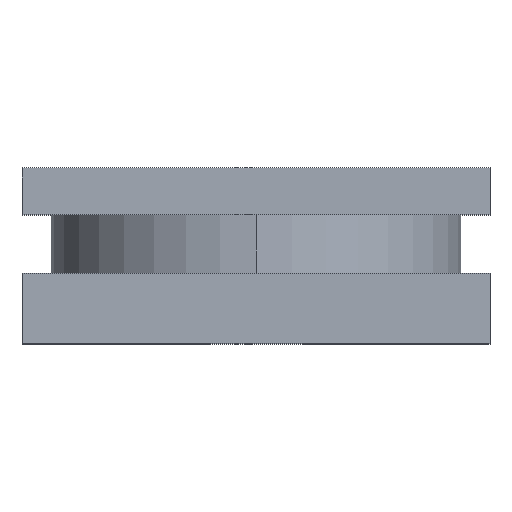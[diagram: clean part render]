
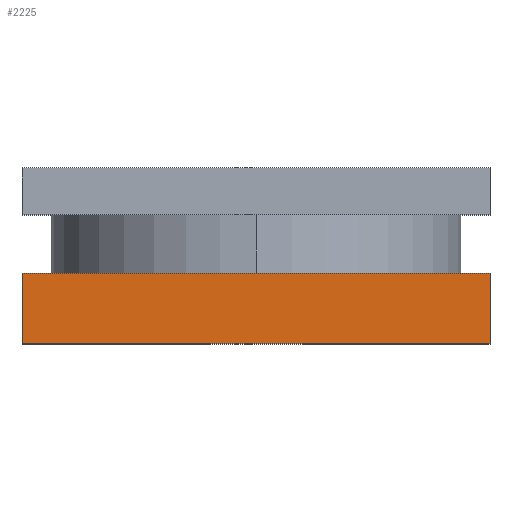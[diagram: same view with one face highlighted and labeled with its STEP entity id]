
A CAD part, top view. The second image highlights one B-rep face of the part: STEP entity #2225.
In plain terms, the highlighted planar face has unit normal (0, 0, 1).
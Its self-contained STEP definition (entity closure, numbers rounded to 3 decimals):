
#64 = PLANE ( 'NONE',  #2074 ) ;
#219 = DIRECTION ( 'NONE',  ( -1., 0., 0. ) ) ;
#292 = DIRECTION ( 'NONE',  ( 1., 0., 0. ) ) ;
#515 = VERTEX_POINT ( 'NONE', #1248 ) ;
#520 = CARTESIAN_POINT ( 'NONE',  ( 2., 0.6, 2. ) ) ;
#526 = LINE ( 'NONE', #2733, #2599 ) ;
#628 = DIRECTION ( 'NONE',  ( 0., -1., 0. ) ) ;
#682 = LINE ( 'NONE', #1242, #2146 ) ;
#843 = EDGE_CURVE ( 'NONE', #1487, #1070, #526, .T. ) ;
#1059 = EDGE_CURVE ( 'NONE', #2406, #515, #682, .T. ) ;
#1070 = VERTEX_POINT ( 'NONE', #2351 ) ;
#1242 = CARTESIAN_POINT ( 'NONE',  ( 2., 0.6, 2. ) ) ;
#1248 = CARTESIAN_POINT ( 'NONE',  ( -2., 0.6, 2. ) ) ;
#1417 = DIRECTION ( 'NONE',  ( 0., 0., -1. ) ) ;
#1487 = VERTEX_POINT ( 'NONE', #1890 ) ;
#1571 = ORIENTED_EDGE ( 'NONE', *, *, #1059, .T. ) ;
#1706 = ORIENTED_EDGE ( 'NONE', *, *, #843, .F. ) ;
#1741 = EDGE_LOOP ( 'NONE', ( #1706, #2489, #1571, #2257 ) ) ;
#1765 = CARTESIAN_POINT ( 'NONE',  ( -2., 0.6, 2. ) ) ;
#1841 = VECTOR ( 'NONE', #2439, 1000. ) ;
#1890 = CARTESIAN_POINT ( 'NONE',  ( 2., 0., 2. ) ) ;
#2033 = LINE ( 'NONE', #1765, #2102 ) ;
#2074 = AXIS2_PLACEMENT_3D ( 'NONE', #520, #1417, #292 ) ;
#2102 = VECTOR ( 'NONE', #628, 1000. ) ;
#2146 = VECTOR ( 'NONE', #2426, 1000. ) ;
#2225 = ADVANCED_FACE ( 'NONE', ( #2390 ), #64, .F. ) ;
#2257 = ORIENTED_EDGE ( 'NONE', *, *, #2528, .T. ) ;
#2261 = LINE ( 'NONE', #2473, #1841 ) ;
#2351 = CARTESIAN_POINT ( 'NONE',  ( -2., 0., 2. ) ) ;
#2390 = FACE_OUTER_BOUND ( 'NONE', #1741, .T. ) ;
#2406 = VERTEX_POINT ( 'NONE', #2409 ) ;
#2409 = CARTESIAN_POINT ( 'NONE',  ( 2., 0.6, 2. ) ) ;
#2426 = DIRECTION ( 'NONE',  ( -1., 0., 0. ) ) ;
#2439 = DIRECTION ( 'NONE',  ( 0., -1., 0. ) ) ;
#2473 = CARTESIAN_POINT ( 'NONE',  ( 2., 0.6, 2. ) ) ;
#2489 = ORIENTED_EDGE ( 'NONE', *, *, #2973, .F. ) ;
#2528 = EDGE_CURVE ( 'NONE', #515, #1070, #2033, .T. ) ;
#2599 = VECTOR ( 'NONE', #219, 1000. ) ;
#2733 = CARTESIAN_POINT ( 'NONE',  ( 2., 0., 2. ) ) ;
#2973 = EDGE_CURVE ( 'NONE', #2406, #1487, #2261, .T. ) ;
